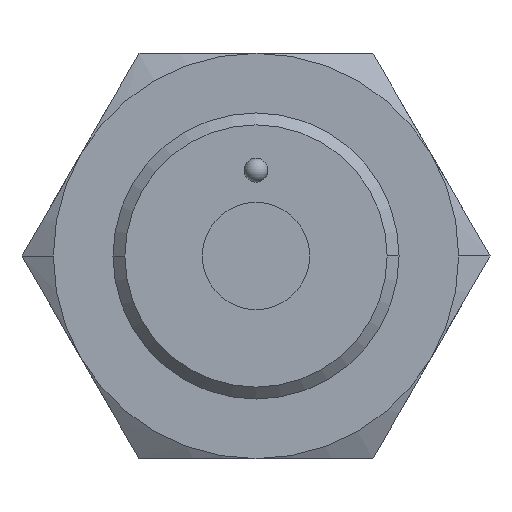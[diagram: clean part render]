
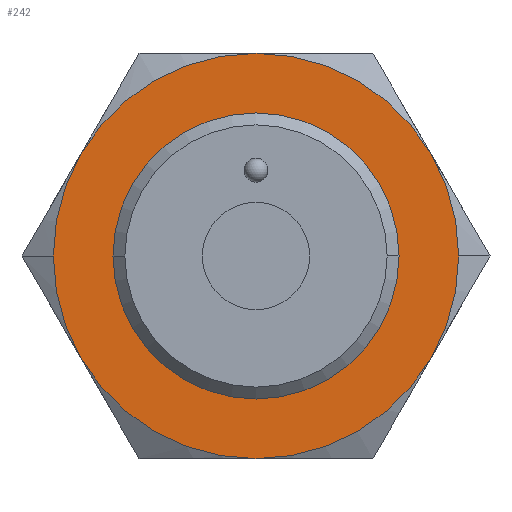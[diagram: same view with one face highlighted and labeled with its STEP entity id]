
A CAD part, front view. The second image highlights one B-rep face of the part: STEP entity #242.
In plain terms, the highlighted planar face has unit normal (0, -1, 0).
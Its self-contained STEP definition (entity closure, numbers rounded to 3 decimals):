
#242=ADVANCED_FACE('',(#397,#398),#399,.T.);
#397=FACE_OUTER_BOUND('',#559,.T.);
#398=FACE_BOUND('',#560,.T.);
#399=PLANE('',#561);
#559=EDGE_LOOP('',(#1071,#1072,#1073,#1074,#1075,#1076,#1077,#1078));
#560=EDGE_LOOP('',(#1079,#1080));
#561=AXIS2_PLACEMENT_3D('',#1081,#1082,#1083);
#1071=ORIENTED_EDGE('',*,*,#1276,.F.);
#1072=ORIENTED_EDGE('',*,*,#1262,.F.);
#1073=ORIENTED_EDGE('',*,*,#1265,.F.);
#1074=ORIENTED_EDGE('',*,*,#1267,.F.);
#1075=ORIENTED_EDGE('',*,*,#1260,.F.);
#1076=ORIENTED_EDGE('',*,*,#1271,.F.);
#1077=ORIENTED_EDGE('',*,*,#1274,.F.);
#1078=ORIENTED_EDGE('',*,*,#1256,.F.);
#1079=ORIENTED_EDGE('',*,*,#1296,.T.);
#1080=ORIENTED_EDGE('',*,*,#1240,.T.);
#1081=CARTESIAN_POINT('',(7.25,-14.5,0.0));
#1082=DIRECTION('',(0.0,-1.0,0.0));
#1083=DIRECTION('',(-1.0,0.0,0.0));
#1240=EDGE_CURVE('',#1466,#1463,#1467,.T.);
#1256=EDGE_CURVE('',#1493,#1496,#1497,.T.);
#1260=EDGE_CURVE('',#1502,#1500,#1504,.T.);
#1262=EDGE_CURVE('',#1506,#1508,#1509,.T.);
#1265=EDGE_CURVE('',#1512,#1506,#1514,.T.);
#1267=EDGE_CURVE('',#1500,#1512,#1516,.T.);
#1271=EDGE_CURVE('',#1520,#1502,#1522,.T.);
#1274=EDGE_CURVE('',#1496,#1520,#1526,.T.);
#1276=EDGE_CURVE('',#1508,#1493,#1528,.T.);
#1296=EDGE_CURVE('',#1463,#1466,#1556,.T.);
#1463=VERTEX_POINT('',#2015);
#1466=VERTEX_POINT('',#2019);
#1467=CIRCLE('',#2020,6.0);
#1493=VERTEX_POINT('',#2075);
#1496=VERTEX_POINT('',#2079);
#1497=CIRCLE('',#2080,8.5);
#1500=VERTEX_POINT('',#2094);
#1502=VERTEX_POINT('',#2097);
#1504=CIRCLE('',#2110,8.5);
#1506=VERTEX_POINT('',#2112);
#1508=VERTEX_POINT('',#2125);
#1509=CIRCLE('',#2126,8.5);
#1512=VERTEX_POINT('',#2140);
#1514=CIRCLE('',#2153,8.5);
#1516=CIRCLE('',#2166,8.5);
#1520=VERTEX_POINT('',#2192);
#1522=CIRCLE('',#2205,8.5);
#1526=CIRCLE('',#2231,8.5);
#1528=CIRCLE('',#2244,8.5);
#1556=CIRCLE('',#2382,6.0);
#2015=CARTESIAN_POINT('',(6.0,-14.5,0.0));
#2019=CARTESIAN_POINT('',(-6.0,-14.5,0.));
#2020=AXIS2_PLACEMENT_3D('',#2571,#2572,#2573);
#2075=CARTESIAN_POINT('',(8.5,-14.5,0.));
#2079=CARTESIAN_POINT('',(7.361,-14.5,-4.25));
#2080=AXIS2_PLACEMENT_3D('',#2597,#2598,#2599);
#2094=CARTESIAN_POINT('',(-8.5,-14.5,0.));
#2097=CARTESIAN_POINT('',(-7.361,-14.5,-4.25));
#2110=AXIS2_PLACEMENT_3D('',#2601,#2602,#2603);
#2112=CARTESIAN_POINT('',(0.,-14.5,8.5));
#2125=CARTESIAN_POINT('',(7.361,-14.5,4.25));
#2126=AXIS2_PLACEMENT_3D('',#2604,#2605,#2606);
#2140=CARTESIAN_POINT('',(-7.361,-14.5,4.25));
#2153=AXIS2_PLACEMENT_3D('',#2607,#2608,#2609);
#2166=AXIS2_PLACEMENT_3D('',#2610,#2611,#2612);
#2192=CARTESIAN_POINT('',(0.0,-14.5,-8.5));
#2205=AXIS2_PLACEMENT_3D('',#2613,#2614,#2615);
#2231=AXIS2_PLACEMENT_3D('',#2616,#2617,#2618);
#2244=AXIS2_PLACEMENT_3D('',#2619,#2620,#2621);
#2382=AXIS2_PLACEMENT_3D('',#2649,#2650,#2651);
#2571=CARTESIAN_POINT('',(0.0,-14.5,0.0));
#2572=DIRECTION('',(0.0,1.0,0.0));
#2573=DIRECTION('',(1.0,0.0,0.0));
#2597=CARTESIAN_POINT('',(0.0,-14.5,0.0));
#2598=DIRECTION('',(0.0,1.0,0.0));
#2599=DIRECTION('',(1.0,0.0,0.0));
#2601=CARTESIAN_POINT('',(0.0,-14.5,0.0));
#2602=DIRECTION('',(0.0,1.0,0.0));
#2603=DIRECTION('',(1.0,0.0,0.0));
#2604=CARTESIAN_POINT('',(0.0,-14.5,0.0));
#2605=DIRECTION('',(0.0,1.0,0.0));
#2606=DIRECTION('',(1.0,0.0,0.0));
#2607=CARTESIAN_POINT('',(0.0,-14.5,0.0));
#2608=DIRECTION('',(0.0,1.0,0.0));
#2609=DIRECTION('',(1.0,0.0,0.0));
#2610=CARTESIAN_POINT('',(0.0,-14.5,0.0));
#2611=DIRECTION('',(0.0,1.0,0.0));
#2612=DIRECTION('',(1.0,0.0,0.0));
#2613=CARTESIAN_POINT('',(0.0,-14.5,0.0));
#2614=DIRECTION('',(0.0,1.0,0.0));
#2615=DIRECTION('',(1.0,0.0,0.0));
#2616=CARTESIAN_POINT('',(0.0,-14.5,0.0));
#2617=DIRECTION('',(0.0,1.0,0.0));
#2618=DIRECTION('',(1.0,0.0,0.0));
#2619=CARTESIAN_POINT('',(0.0,-14.5,0.0));
#2620=DIRECTION('',(0.0,1.0,0.0));
#2621=DIRECTION('',(1.0,0.0,0.0));
#2649=CARTESIAN_POINT('',(0.0,-14.5,0.0));
#2650=DIRECTION('',(0.0,1.0,0.0));
#2651=DIRECTION('',(1.0,0.0,0.0));
